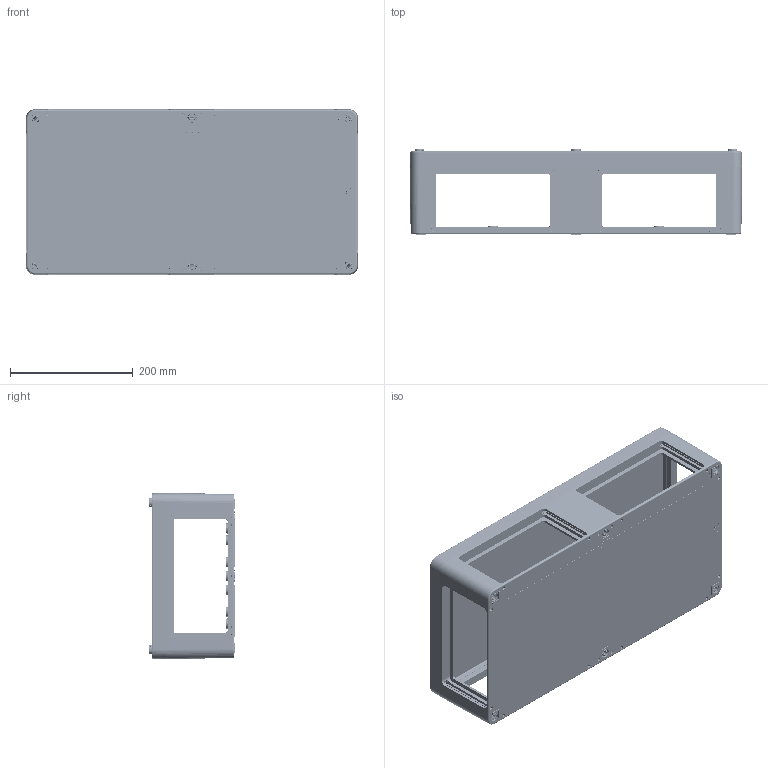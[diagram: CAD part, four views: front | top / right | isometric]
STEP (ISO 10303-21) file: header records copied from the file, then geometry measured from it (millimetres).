
FILE_DESCRIPTION (( 'STEP AP214' ), '1' );
FILE_NAME ('14030000.STEP', '2009-01-22T07:00:22', ( ' ' ), ( '' ), 'SwSTEP 2.0', 'SolidWorks 2008', '' );
FILE_SCHEMA (( 'AUTOMOTIVE_DESIGN' ));
Products named in the file (9): 39006_Standard; 39027_Standard; 39008_Standard; 94074_Vorspannung; 82304_Standard; 39021_Standard; 39005_Standard; 14030000
Assembly tree (28 placements, depth 3):
  14030000
    94074_Vorspannung  x6
    39021_Standard  x6
    39008_Standard  x6
    39006_Standard
    39027_Standard  x6
    82304_Standard
    39005_Standard
      39005_Standard
Bounding box: 541.1 x 140 x 270 mm (x, y, z)
Volume: 2255357 mm3; surface area: 1073773.6 mm2
Topology: 27 solids, 27 shells, 6812 faces, 16937 edges, 10257 vertices
Faces by surface type: cylinder 1997, plane 1832, bspline 1719, cone 580, torus 516, sphere 168
Entity records: 206269 total; most frequent: CARTESIAN_POINT 91895, ORIENTED_EDGE 26674, DIRECTION 20897, EDGE_CURVE 13337, VERTEX_POINT 8017, AXIS2_PLACEMENT_3D 7913, EDGE_LOOP 5722, FACE_OUTER_BOUND 5477
